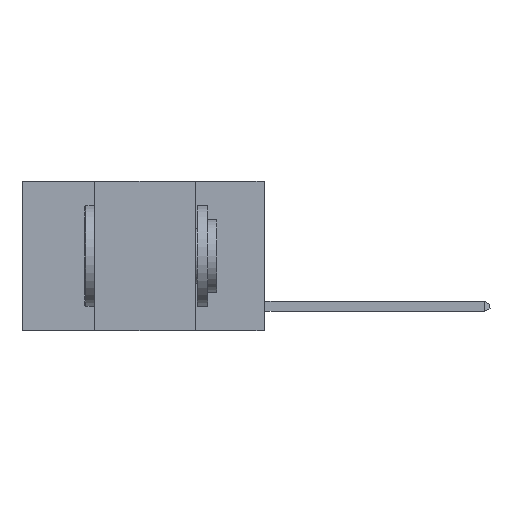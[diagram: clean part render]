
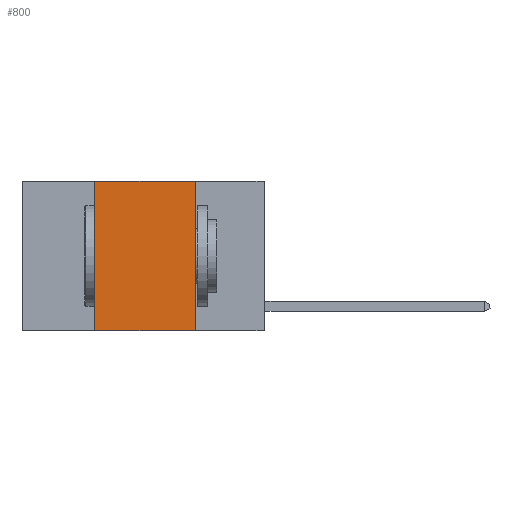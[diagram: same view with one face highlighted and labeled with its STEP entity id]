
A CAD part, left-side view. The second image highlights one B-rep face of the part: STEP entity #800.
In plain terms, the highlighted planar face has unit normal (-1, 0, 0).
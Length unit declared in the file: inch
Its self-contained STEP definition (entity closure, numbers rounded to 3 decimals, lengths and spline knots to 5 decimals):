
#60 = CARTESIAN_POINT ( 'NONE',  ( 0., 0.17, 0. ) ) ;
#302 = AXIS2_PLACEMENT_3D ( 'NONE', #5525, #7767, #8452 ) ;
#800 = ADVANCED_FACE ( 'NONE', ( #2758 ), #7076, .F. ) ;
#874 = DIRECTION ( 'NONE',  ( 0., -1., 0. ) ) ;
#882 = LINE ( 'NONE', #60, #1061 ) ;
#1020 = VECTOR ( 'NONE', #8277, 39.37008 ) ;
#1061 = VECTOR ( 'NONE', #5980, 39.37008 ) ;
#1222 = CARTESIAN_POINT ( 'NONE',  ( 0., 0.17, 0. ) ) ;
#1435 = VERTEX_POINT ( 'NONE', #3552 ) ;
#1698 = CARTESIAN_POINT ( 'NONE',  ( 0., 0.42, 0. ) ) ;
#1950 = VERTEX_POINT ( 'NONE', #4407 ) ;
#2250 = CARTESIAN_POINT ( 'NONE',  ( 0., 0.6, 0. ) ) ;
#2649 = ORIENTED_EDGE ( 'NONE', *, *, #5092, .F. ) ;
#2736 = VERTEX_POINT ( 'NONE', #1222 ) ;
#2758 = FACE_OUTER_BOUND ( 'NONE', #8167, .T. ) ;
#3159 = CARTESIAN_POINT ( 'NONE',  ( 0., 0.42, -0.37 ) ) ;
#3552 = CARTESIAN_POINT ( 'NONE',  ( 0., 0.17, -0.37 ) ) ;
#3654 = ORIENTED_EDGE ( 'NONE', *, *, #8231, .T. ) ;
#3765 = ORIENTED_EDGE ( 'NONE', *, *, #5066, .F. ) ;
#3956 = LINE ( 'NONE', #1698, #1020 ) ;
#4407 = CARTESIAN_POINT ( 'NONE',  ( 0., 0.42, 0. ) ) ;
#5066 = EDGE_CURVE ( 'NONE', #1950, #2736, #8755, .T. ) ;
#5092 = EDGE_CURVE ( 'NONE', #8322, #1950, #3956, .T. ) ;
#5112 = CARTESIAN_POINT ( 'NONE',  ( 0., 0.6, -0.37 ) ) ;
#5525 = CARTESIAN_POINT ( 'NONE',  ( 0., 0.6, 0. ) ) ;
#5980 = DIRECTION ( 'NONE',  ( 0., 0., -1. ) ) ;
#7076 = PLANE ( 'NONE',  #302 ) ;
#7260 = DIRECTION ( 'NONE',  ( 0., -1., 0. ) ) ;
#7266 = EDGE_CURVE ( 'NONE', #2736, #1435, #882, .T. ) ;
#7767 = DIRECTION ( 'NONE',  ( 1., 0., 0. ) ) ;
#7992 = LINE ( 'NONE', #5112, #8828 ) ;
#8167 = EDGE_LOOP ( 'NONE', ( #8274, #3765, #2649, #3654 ) ) ;
#8231 = EDGE_CURVE ( 'NONE', #8322, #1435, #7992, .T. ) ;
#8258 = VECTOR ( 'NONE', #874, 39.37008 ) ;
#8274 = ORIENTED_EDGE ( 'NONE', *, *, #7266, .F. ) ;
#8277 = DIRECTION ( 'NONE',  ( 0., 0., 1. ) ) ;
#8322 = VERTEX_POINT ( 'NONE', #3159 ) ;
#8452 = DIRECTION ( 'NONE',  ( 0., 0., -1. ) ) ;
#8755 = LINE ( 'NONE', #2250, #8258 ) ;
#8828 = VECTOR ( 'NONE', #7260, 39.37008 ) ;
